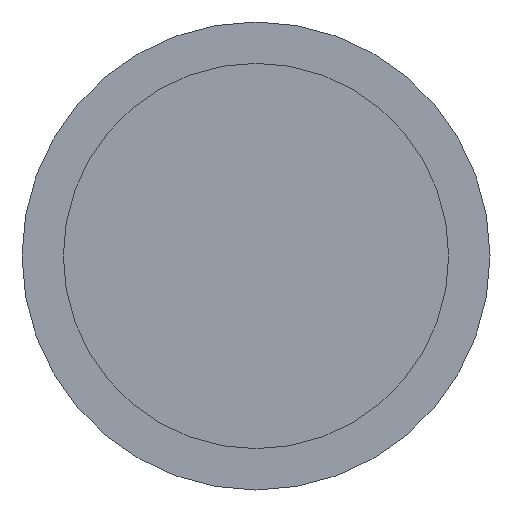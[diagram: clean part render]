
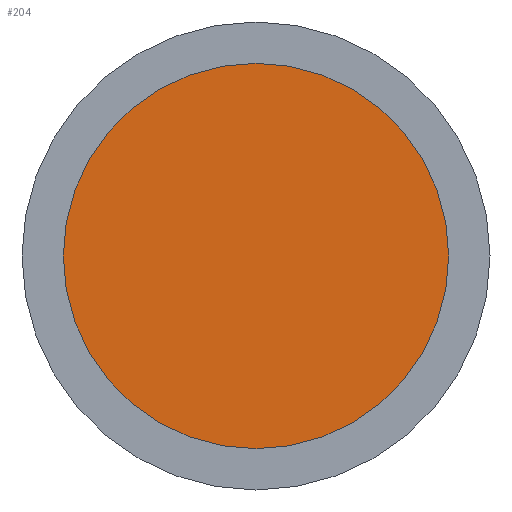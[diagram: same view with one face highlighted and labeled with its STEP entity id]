
A CAD part, left-side view. The second image highlights one B-rep face of the part: STEP entity #204.
In plain terms, the highlighted planar face has unit normal (-1, 0, 0).
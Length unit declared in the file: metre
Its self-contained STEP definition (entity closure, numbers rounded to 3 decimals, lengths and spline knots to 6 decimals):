
#32 = DIRECTION ( 'NONE',  ( 0., 0., 1. ) ) ;
#43 = DIRECTION ( 'NONE',  ( -1., 0., 0. ) ) ;
#44 = CARTESIAN_POINT ( 'NONE',  ( -0.12, 0., 0. ) ) ;
#73 = CARTESIAN_POINT ( 'NONE',  ( -0.12, 0., 0. ) ) ;
#90 = AXIS2_PLACEMENT_3D ( 'NONE', #44, #342, #182 ) ;
#115 = EDGE_CURVE ( 'NONE', #306, #309, #234, .T. ) ;
#152 = EDGE_LOOP ( 'NONE', ( #330, #181 ) ) ;
#177 = CARTESIAN_POINT ( 'NONE',  ( -0.12, 0., 0.035 ) ) ;
#181 = ORIENTED_EDGE ( 'NONE', *, *, #216, .T. ) ;
#182 = DIRECTION ( 'NONE',  ( 0., 0., 1. ) ) ;
#204 = ADVANCED_FACE ( 'NONE', ( #226 ), #292, .T. ) ;
#216 = EDGE_CURVE ( 'NONE', #309, #306, #333, .T. ) ;
#224 = AXIS2_PLACEMENT_3D ( 'NONE', #73, #43, #262 ) ;
#226 = FACE_OUTER_BOUND ( 'NONE', #152, .T. ) ;
#227 = CARTESIAN_POINT ( 'NONE',  ( -0.12, 0., 0. ) ) ;
#234 = CIRCLE ( 'NONE', #251, 0.035 ) ;
#251 = AXIS2_PLACEMENT_3D ( 'NONE', #227, #256, #32 ) ;
#256 = DIRECTION ( 'NONE',  ( -1., 0., 0. ) ) ;
#262 = DIRECTION ( 'NONE',  ( 0., 0., 1. ) ) ;
#292 = PLANE ( 'NONE',  #224 ) ;
#306 = VERTEX_POINT ( 'NONE', #177 ) ;
#309 = VERTEX_POINT ( 'NONE', #341 ) ;
#330 = ORIENTED_EDGE ( 'NONE', *, *, #115, .T. ) ;
#333 = CIRCLE ( 'NONE', #90, 0.035 ) ;
#341 = CARTESIAN_POINT ( 'NONE',  ( -0.12, 0., -0.035 ) ) ;
#342 = DIRECTION ( 'NONE',  ( -1., 0., 0. ) ) ;
